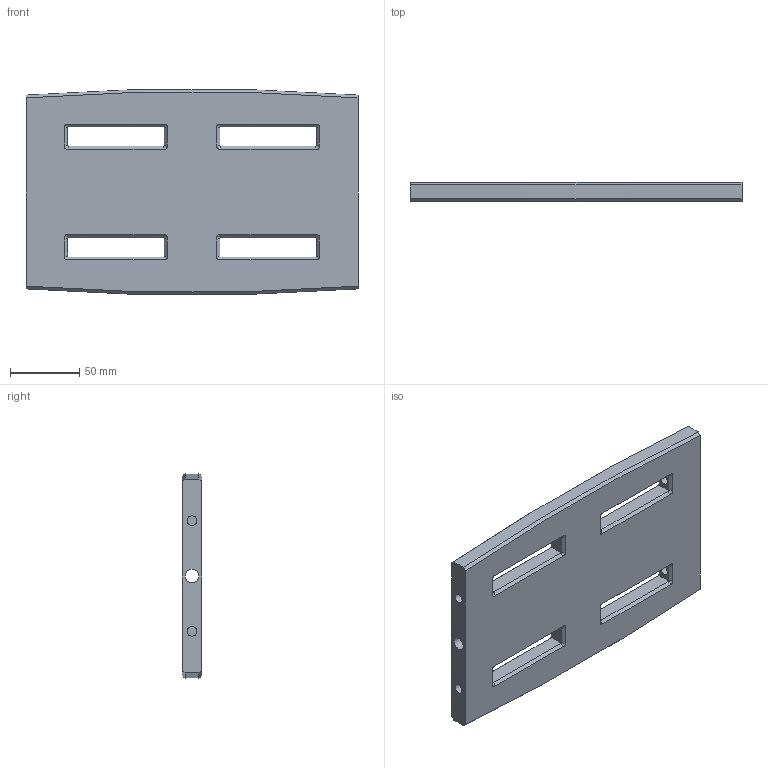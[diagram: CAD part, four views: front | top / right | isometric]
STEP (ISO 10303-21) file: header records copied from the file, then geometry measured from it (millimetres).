
FILE_DESCRIPTION(/* description */ (''),/* implementation_level */ '2;1');
FILE_NAME(/* name */ 'bridge.stp',/* time_stamp */ '2023-10-03T23:44:54-07:00',/* author */ ('devan'),/* organization */ (''),/* preprocessor_version */ 'ST-DEVELOPER v19.2',/* originating_system */ 'Autodesk Inventor 2024',/* authorisation */ '');
FILE_SCHEMA (('AUTOMOTIVE_DESIGN { 1 0 10303 214 3 1 1 }'));
Length unit declared in the file: millimetre
Products named in the file (1): board
Bounding box: 240 x 14 x 148.17 mm (x, y, z)
Volume: 409843.6 mm3; surface area: 89070.1 mm2
Topology: 1 solids, 1 shells, 95 faces, 279 edges, 186 vertices
Faces by surface type: plane 52, cylinder 39, cone 4
Full cylindrical faces by diameter (mm): 7 x4, 9.525 x1
Entity records: 3278 total; most frequent: DIRECTION 577, CARTESIAN_POINT 577, ORIENTED_EDGE 558, EDGE_CURVE 279, AXIS2_PLACEMENT_3D 210, VERTEX_POINT 186, LINE 157, VECTOR 157
